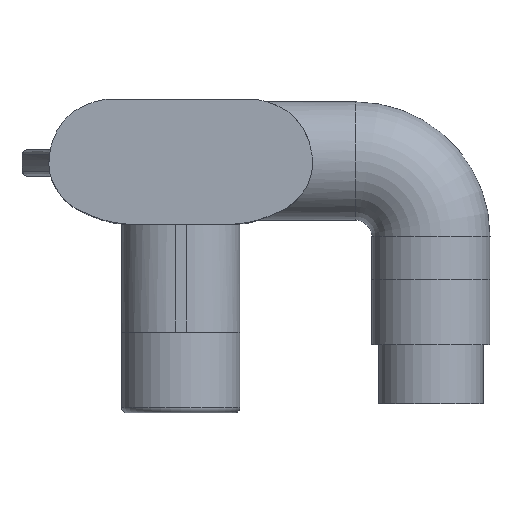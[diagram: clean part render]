
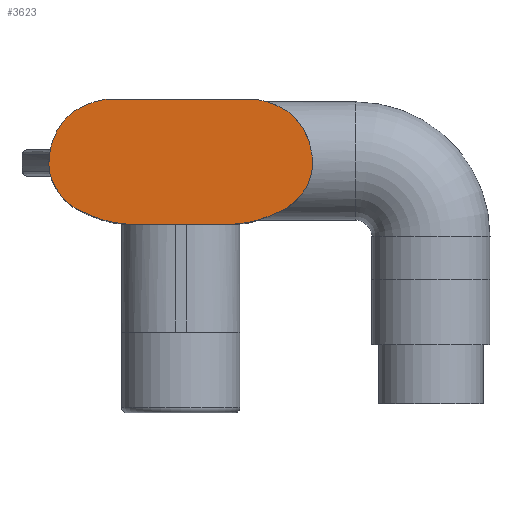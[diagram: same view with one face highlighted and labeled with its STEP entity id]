
A CAD part, top view. The second image highlights one B-rep face of the part: STEP entity #3623.
In plain terms, the highlighted planar face has unit normal (0, 0, 1).
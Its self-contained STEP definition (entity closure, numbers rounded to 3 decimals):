
#122=PLANE('',#4034);
#274=CIRCLE('',#3901,45.811);
#300=CIRCLE('',#3946,12.391);
#301=CIRCLE('',#3948,9.368);
#302=CIRCLE('',#3950,9.481);
#303=CIRCLE('',#3952,23.962);
#305=CIRCLE('',#3957,45.811);
#325=CIRCLE('',#4027,11.931);
#326=CIRCLE('',#4030,12.391);
#327=CIRCLE('',#4033,23.962);
#328=CIRCLE('',#4035,9.368);
#329=CIRCLE('',#4036,15.636);
#330=CIRCLE('',#4037,15.636);
#331=CIRCLE('',#4038,11.931);
#332=CIRCLE('',#4039,9.481);
#333=CIRCLE('',#4040,9.368);
#546=LINE('',#7174,#780);
#547=LINE('',#7176,#781);
#559=LINE('',#7319,#793);
#780=VECTOR('',#4991,10.);
#781=VECTOR('',#4994,10.);
#793=VECTOR('',#5036,10.);
#1083=FACE_OUTER_BOUND('',#1291,.T.);
#1291=EDGE_LOOP('',(#3349,#3350,#3351,#3352,#3353,#3354,#3355,#3356,#3357,
#3358,#3359,#3360,#3361,#3362,#3363,#3364,#3365,#3366));
#1672=VERTEX_POINT('',#6733);
#1673=VERTEX_POINT('',#6735);
#1705=VERTEX_POINT('',#6878);
#1706=VERTEX_POINT('',#6880);
#1707=VERTEX_POINT('',#6884);
#1708=VERTEX_POINT('',#6888);
#1711=VERTEX_POINT('',#6904);
#1712=VERTEX_POINT('',#6906);
#1749=VERTEX_POINT('',#7172);
#1751=VERTEX_POINT('',#7179);
#1762=VERTEX_POINT('',#7296);
#1763=VERTEX_POINT('',#7298);
#1764=VERTEX_POINT('',#7303);
#1765=VERTEX_POINT('',#7311);
#1766=VERTEX_POINT('',#7316);
#1767=VERTEX_POINT('',#7318);
#1768=VERTEX_POINT('',#7320);
#1769=VERTEX_POINT('',#7323);
#2132=EDGE_CURVE('',#1673,#1672,#274,.T.);
#2186=EDGE_CURVE('',#1706,#1705,#300,.T.);
#2189=EDGE_CURVE('',#1705,#1707,#301,.T.);
#2191=EDGE_CURVE('',#1707,#1708,#302,.T.);
#2192=EDGE_CURVE('',#1708,#1673,#303,.T.);
#2200=EDGE_CURVE('',#1712,#1711,#305,.T.);
#2280=EDGE_CURVE('',#1672,#1749,#546,.T.);
#2281=EDGE_CURVE('',#1749,#1712,#547,.T.);
#2299=EDGE_CURVE('',#1763,#1762,#325,.T.);
#2301=EDGE_CURVE('',#1764,#1763,#326,.T.);
#2307=EDGE_CURVE('',#1711,#1765,#327,.T.);
#2308=EDGE_CURVE('',#1751,#1764,#328,.T.);
#2309=EDGE_CURVE('',#1762,#1766,#329,.T.);
#2310=EDGE_CURVE('',#1766,#1767,#559,.T.);
#2311=EDGE_CURVE('',#1767,#1768,#330,.T.);
#2312=EDGE_CURVE('',#1768,#1706,#331,.T.);
#2313=EDGE_CURVE('',#1765,#1769,#332,.T.);
#2314=EDGE_CURVE('',#1769,#1751,#333,.T.);
#3349=ORIENTED_EDGE('',*,*,#2308,.T.);
#3350=ORIENTED_EDGE('',*,*,#2301,.T.);
#3351=ORIENTED_EDGE('',*,*,#2299,.T.);
#3352=ORIENTED_EDGE('',*,*,#2309,.T.);
#3353=ORIENTED_EDGE('',*,*,#2310,.T.);
#3354=ORIENTED_EDGE('',*,*,#2311,.T.);
#3355=ORIENTED_EDGE('',*,*,#2312,.T.);
#3356=ORIENTED_EDGE('',*,*,#2186,.T.);
#3357=ORIENTED_EDGE('',*,*,#2189,.T.);
#3358=ORIENTED_EDGE('',*,*,#2191,.T.);
#3359=ORIENTED_EDGE('',*,*,#2192,.T.);
#3360=ORIENTED_EDGE('',*,*,#2132,.T.);
#3361=ORIENTED_EDGE('',*,*,#2280,.T.);
#3362=ORIENTED_EDGE('',*,*,#2281,.T.);
#3363=ORIENTED_EDGE('',*,*,#2200,.T.);
#3364=ORIENTED_EDGE('',*,*,#2307,.T.);
#3365=ORIENTED_EDGE('',*,*,#2313,.T.);
#3366=ORIENTED_EDGE('',*,*,#2314,.T.);
#3623=ADVANCED_FACE('',(#1083),#122,.T.);
#3901=AXIS2_PLACEMENT_3D('',#6736,#4680,#4681);
#3946=AXIS2_PLACEMENT_3D('',#6881,#4793,#4794);
#3948=AXIS2_PLACEMENT_3D('',#6886,#4799,#4800);
#3950=AXIS2_PLACEMENT_3D('',#6890,#4804,#4805);
#3952=AXIS2_PLACEMENT_3D('',#6892,#4808,#4809);
#3957=AXIS2_PLACEMENT_3D('',#6907,#4824,#4825);
#4027=AXIS2_PLACEMENT_3D('',#7299,#5010,#5011);
#4030=AXIS2_PLACEMENT_3D('',#7304,#5017,#5018);
#4033=AXIS2_PLACEMENT_3D('',#7313,#5028,#5029);
#4034=AXIS2_PLACEMENT_3D('',#7314,#5030,#5031);
#4035=AXIS2_PLACEMENT_3D('',#7315,#5032,#5033);
#4036=AXIS2_PLACEMENT_3D('',#7317,#5034,#5035);
#4037=AXIS2_PLACEMENT_3D('',#7321,#5037,#5038);
#4038=AXIS2_PLACEMENT_3D('',#7322,#5039,#5040);
#4039=AXIS2_PLACEMENT_3D('',#7324,#5041,#5042);
#4040=AXIS2_PLACEMENT_3D('',#7325,#5043,#5044);
#4680=DIRECTION('center_axis',(0.,0.,1.));
#4681=DIRECTION('ref_axis',(-0.155,-0.988,0.));
#4793=DIRECTION('center_axis',(0.,0.,1.));
#4794=DIRECTION('ref_axis',(-0.948,0.319,0.));
#4799=DIRECTION('center_axis',(0.,0.,1.));
#4800=DIRECTION('ref_axis',(-0.967,0.256,0.));
#4804=DIRECTION('center_axis',(0.,0.,1.));
#4805=DIRECTION('ref_axis',(-0.81,-0.587,0.));
#4808=DIRECTION('center_axis',(0.,0.,1.));
#4809=DIRECTION('ref_axis',(-0.454,-0.891,0.));
#4824=DIRECTION('center_axis',(0.,0.,1.));
#4825=DIRECTION('ref_axis',(0.081,-0.997,0.));
#4991=DIRECTION('',(1.,0.001,0.));
#4994=DIRECTION('',(1.,-0.001,0.));
#5010=DIRECTION('center_axis',(0.,0.,1.));
#5011=DIRECTION('ref_axis',(0.932,0.362,0.));
#5017=DIRECTION('center_axis',(0.,0.,1.));
#5018=DIRECTION('ref_axis',(0.987,0.163,0.));
#5028=DIRECTION('center_axis',(0.,0.,1.));
#5029=DIRECTION('ref_axis',(0.212,-0.977,0.));
#5030=DIRECTION('center_axis',(0.,0.,1.));
#5031=DIRECTION('ref_axis',(1.,0.,0.));
#5032=DIRECTION('center_axis',(0.,0.,1.));
#5033=DIRECTION('ref_axis',(0.777,-0.63,0.));
#5034=DIRECTION('center_axis',(0.,0.,1.));
#5035=DIRECTION('ref_axis',(0.53,0.848,0.));
#5036=DIRECTION('',(-1.,0.,0.));
#5037=DIRECTION('center_axis',(0.,0.,1.));
#5038=DIRECTION('ref_axis',(-0.158,0.987,0.));
#5039=DIRECTION('center_axis',(0.,0.,1.));
#5040=DIRECTION('ref_axis',(-0.595,0.804,0.));
#5041=DIRECTION('center_axis',(0.,0.,1.));
#5042=DIRECTION('ref_axis',(0.394,-0.919,0.));
#5043=DIRECTION('center_axis',(0.,0.,1.));
#5044=DIRECTION('ref_axis',(0.777,-0.63,0.));
#6733=CARTESIAN_POINT('',(-9.31,-11.673,50.));
#6735=CARTESIAN_POINT('',(-12.691,-11.27,50.));
#6736=CARTESIAN_POINT('Origin',(-5.584,33.986,50.));
#6878=CARTESIAN_POINT('',(-24.199,2.243,50.));
#6880=CARTESIAN_POINT('',(-23.716,4.18,50.));
#6881=CARTESIAN_POINT('Origin',(-11.973,0.225,50.));
#6884=CARTESIAN_POINT('',(-22.419,-6.055,50.));
#6886=CARTESIAN_POINT('Origin',(-15.143,-0.154,50.));
#6888=CARTESIAN_POINT('',(-18.472,-9.209,50.));
#6890=CARTESIAN_POINT('Origin',(-14.741,-0.494,50.));
#6892=CARTESIAN_POINT('Origin',(-7.6,12.145,50.));
#6904=CARTESIAN_POINT('',(12.705,-11.27,50.));
#6906=CARTESIAN_POINT('',(9.325,-11.673,50.));
#6907=CARTESIAN_POINT('Origin',(5.599,33.986,50.));
#7172=CARTESIAN_POINT('',(0.007,-11.663,50.));
#7174=CARTESIAN_POINT('',(-9.31,-11.673,50.));
#7176=CARTESIAN_POINT('',(-0.012,-11.663,50.));
#7179=CARTESIAN_POINT('',(24.521,0.12,50.));
#7296=CARTESIAN_POINT('',(19.711,9.449,50.));
#7298=CARTESIAN_POINT('',(23.731,4.18,50.));
#7299=CARTESIAN_POINT('Origin',(12.609,-0.137,50.));
#7303=CARTESIAN_POINT('',(24.214,2.243,50.));
#7304=CARTESIAN_POINT('Origin',(11.988,0.225,50.));
#7311=CARTESIAN_POINT('',(18.487,-9.209,50.));
#7313=CARTESIAN_POINT('Origin',(7.615,12.145,50.));
#7314=CARTESIAN_POINT('Origin',(0.007,-0.02,
50.));
#7315=CARTESIAN_POINT('Origin',(15.157,-0.154,50.));
#7316=CARTESIAN_POINT('',(13.889,11.633,50.));
#7317=CARTESIAN_POINT('Origin',(11.418,-3.807,50.));
#7318=CARTESIAN_POINT('',(-13.874,11.633,50.));
#7319=CARTESIAN_POINT('',(13.889,11.633,50.));
#7320=CARTESIAN_POINT('',(-19.696,9.449,50.));
#7321=CARTESIAN_POINT('Origin',(-11.403,-3.807,50.));
#7322=CARTESIAN_POINT('Origin',(-12.594,-0.137,50.));
#7323=CARTESIAN_POINT('',(22.434,-6.055,50.));
#7324=CARTESIAN_POINT('Origin',(14.756,-0.494,50.));
#7325=CARTESIAN_POINT('Origin',(15.157,-0.154,50.));
